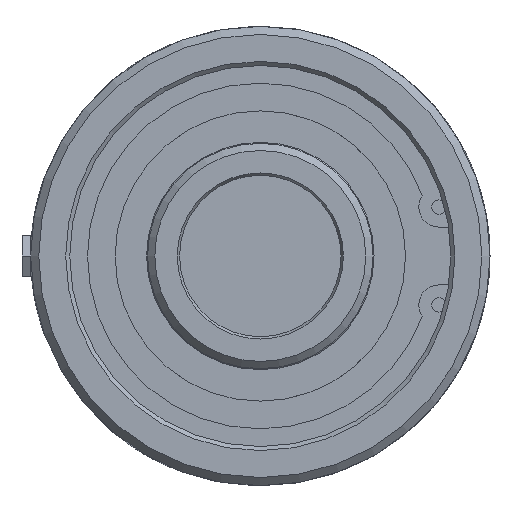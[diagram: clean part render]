
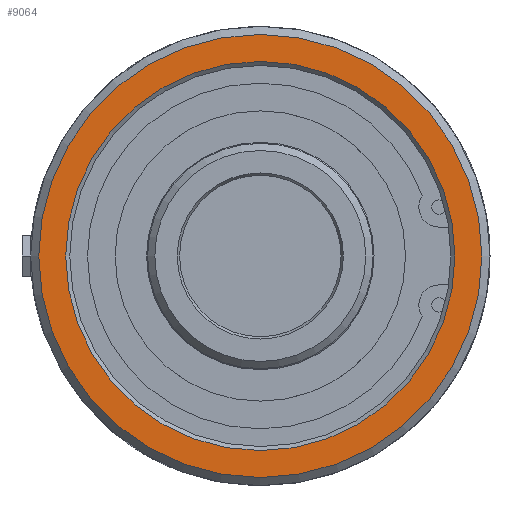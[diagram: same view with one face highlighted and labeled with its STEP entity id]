
A CAD part, left-side view. The second image highlights one B-rep face of the part: STEP entity #9064.
In plain terms, the highlighted planar face has unit normal (-1, 0, 0).
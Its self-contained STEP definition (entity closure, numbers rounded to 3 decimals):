
#180=PLANE('',#9790);
#483=FACE_BOUND('',#1492,.T.);
#932=FACE_OUTER_BOUND('',#1491,.T.);
#1491=EDGE_LOOP('',(#7976));
#1492=EDGE_LOOP('',(#7977));
#2363=CIRCLE('',#9789,38.34);
#2364=CIRCLE('',#9791,43.65);
#4180=VERTEX_POINT('',#61510);
#4181=VERTEX_POINT('',#61514);
#5466=EDGE_CURVE('',#4180,#4180,#2363,.T.);
#5467=EDGE_CURVE('',#4181,#4181,#2364,.T.);
#7976=ORIENTED_EDGE('',*,*,#5467,.F.);
#7977=ORIENTED_EDGE('',*,*,#5466,.F.);
#9064=ADVANCED_FACE('',(#932,#483),#180,.F.);
#9789=AXIS2_PLACEMENT_3D('',#61512,#11625,#11626);
#9790=AXIS2_PLACEMENT_3D('',#61513,#11627,#11628);
#9791=AXIS2_PLACEMENT_3D('',#61515,#11629,#11630);
#11625=DIRECTION('center_axis',(-1.,0.,0.));
#11626=DIRECTION('ref_axis',(0.,-1.,0.));
#11627=DIRECTION('center_axis',(1.,0.,0.));
#11628=DIRECTION('ref_axis',(0.,0.,-1.));
#11629=DIRECTION('center_axis',(1.,0.,0.));
#11630=DIRECTION('ref_axis',(0.,-1.,0.));
#61510=CARTESIAN_POINT('',(1.9,38.34,0.));
#61512=CARTESIAN_POINT('Origin',(1.9,0.,0.));
#61513=CARTESIAN_POINT('Origin',(1.9,22.625,0.));
#61514=CARTESIAN_POINT('',(1.9,43.65,0.));
#61515=CARTESIAN_POINT('Origin',(1.9,0.,0.));
